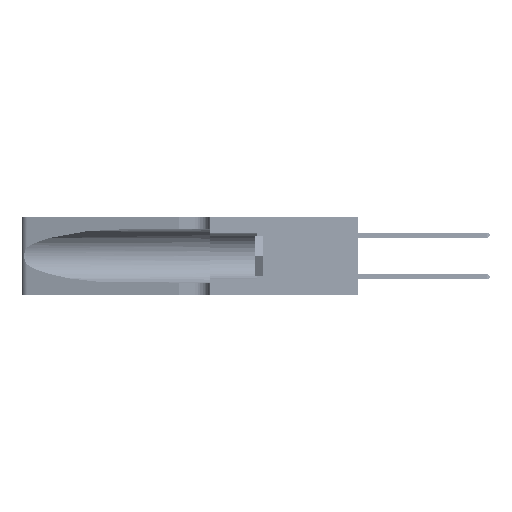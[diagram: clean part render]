
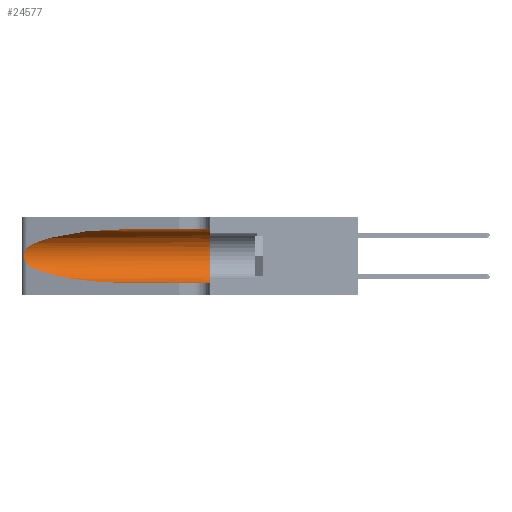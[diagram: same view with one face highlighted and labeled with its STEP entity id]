
A CAD part, left-side view. The second image highlights one B-rep face of the part: STEP entity #24577.
In plain terms, the highlighted cylindrical face has radius 3.308 mm (diameter 6.617 mm), a partial arc.
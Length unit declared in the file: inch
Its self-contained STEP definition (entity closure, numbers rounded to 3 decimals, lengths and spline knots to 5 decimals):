
#400 = VERTEX_POINT ( 'NONE', #20199 ) ;
#2020 = CARTESIAN_POINT ( 'NONE',  ( 0.1305, 0.72297, 0.31525 ) ) ;
#2123 =( BOUNDED_CURVE ( )  B_SPLINE_CURVE ( 3, ( #11640, #15616, #43024, #19602 ),
 .UNSPECIFIED., .F., .F. ) 
 B_SPLINE_CURVE_WITH_KNOTS ( ( 4, 4 ),
 ( 1.5708, 2.84003 ),
 .UNSPECIFIED. ) 
 CURVE ( )  GEOMETRIC_REPRESENTATION_ITEM ( )  RATIONAL_B_SPLINE_CURVE ( ( 1., 0.87, 0.87, 1. ) ) 
 REPRESENTATION_ITEM ( '' )  );
#2173 = CARTESIAN_POINT ( 'NONE',  ( 0.25487, 1.22718, 0.22369 ) ) ;
#2337 = CARTESIAN_POINT ( 'NONE',  ( 0.26075, 1.23896, 0.178 ) ) ;
#2403 = CIRCLE ( 'NONE', #37470, 0.13025 ) ;
#3940 = LINE ( 'NONE', #9325, #44574 ) ;
#5752 = CARTESIAN_POINT ( 'NONE',  ( 0.1305, 0.35, 0.31525 ) ) ;
#6306 = CARTESIAN_POINT ( 'NONE',  ( 0.25856, 1.23593, 0.16098 ) ) ;
#9325 = CARTESIAN_POINT ( 'NONE',  ( 0.1305, 1.61858, 0.31525 ) ) ;
#9525 = VERTEX_POINT ( 'NONE', #5752 ) ;
#10101 = ORIENTED_EDGE ( 'NONE', *, *, #22282, .T. ) ;
#10321 = CARTESIAN_POINT ( 'NONE',  ( 0.25639, 1.23186, 0.15144 ) ) ;
#11158 = VERTEX_POINT ( 'NONE', #47024 ) ;
#11356 =( BOUNDED_CURVE ( )  B_SPLINE_CURVE ( 3, ( #16827, #44220, #48138, #24733 ),
 .UNSPECIFIED., .F., .F. ) 
 B_SPLINE_CURVE_WITH_KNOTS ( ( 4, 4 ),
 ( 3.44316, 4.71239 ),
 .UNSPECIFIED. ) 
 CURVE ( )  GEOMETRIC_REPRESENTATION_ITEM ( )  RATIONAL_B_SPLINE_CURVE ( ( 1., 0.87, 0.87, 1. ) ) 
 REPRESENTATION_ITEM ( '' )  );
#11369 = FACE_OUTER_BOUND ( 'NONE', #17970, .T. ) ;
#11640 = CARTESIAN_POINT ( 'NONE',  ( 0.1305, 0.72297, 0.31525 ) ) ;
#11862 = ORIENTED_EDGE ( 'NONE', *, *, #50721, .T. ) ;
#12028 = ORIENTED_EDGE ( 'NONE', *, *, #20928, .T. ) ;
#12191 = CARTESIAN_POINT ( 'NONE',  ( 0.1305, 1.61858, 0.05475 ) ) ;
#13000 = EDGE_CURVE ( 'NONE', #9525, #30306, #2403, .T. ) ;
#14127 = AXIS2_PLACEMENT_3D ( 'NONE', #17142, #48446, #21096 ) ;
#14308 = CARTESIAN_POINT ( 'NONE',  ( 0.25487, 1.22718, 0.14631 ) ) ;
#14934 = ORIENTED_EDGE ( 'NONE', *, *, #40223, .T. ) ;
#15294 = ORIENTED_EDGE ( 'NONE', *, *, #13000, .F. ) ;
#15616 = CARTESIAN_POINT ( 'NONE',  ( 0.18966, 0.96281, 0.31525 ) ) ;
#16827 = CARTESIAN_POINT ( 'NONE',  ( 0.25487, 1.22718, 0.14631 ) ) ;
#17006 = ORIENTED_EDGE ( 'NONE', *, *, #44647, .F. ) ;
#17142 = CARTESIAN_POINT ( 'NONE',  ( 0.1305, 1.61858, 0.185 ) ) ;
#17970 = EDGE_LOOP ( 'NONE', ( #10101, #11862, #12028, #14934, #15294, #17006 ) ) ;
#18130 = CARTESIAN_POINT ( 'NONE',  ( 0.25639, 1.23184, 0.21858 ) ) ;
#19602 = CARTESIAN_POINT ( 'NONE',  ( 0.25487, 1.22718, 0.22369 ) ) ;
#20199 = CARTESIAN_POINT ( 'NONE',  ( 0.25487, 1.22718, 0.22369 ) ) ;
#20928 = EDGE_CURVE ( 'NONE', #11158, #47203, #11356, .T. ) ;
#21096 = DIRECTION ( 'NONE',  ( 0., 0., -1. ) ) ;
#21256 = DIRECTION ( 'NONE',  ( 0., -1., 0. ) ) ;
#22065 = CARTESIAN_POINT ( 'NONE',  ( 0.25854, 1.2359, 0.20912 ) ) ;
#22282 = EDGE_CURVE ( 'NONE', #39775, #400, #2123, .T. ) ;
#22510 = DIRECTION ( 'NONE',  ( 0., 1., 0. ) ) ;
#24577 = ADVANCED_FACE ( 'NONE', ( #11369 ), #28587, .F. ) ;
#24733 = CARTESIAN_POINT ( 'NONE',  ( 0.1305, 0.72297, 0.05475 ) ) ;
#26009 = CARTESIAN_POINT ( 'NONE',  ( 0.26075, 1.23896, 0.19203 ) ) ;
#28587 = CYLINDRICAL_SURFACE ( 'NONE', #14127, 0.13025 ) ;
#29923 = CARTESIAN_POINT ( 'NONE',  ( 0.26017, 1.23833, 0.17102 ) ) ;
#30276 = VECTOR ( 'NONE', #43577, 39.37008 ) ;
#30306 = VERTEX_POINT ( 'NONE', #41870 ) ;
#33857 = CARTESIAN_POINT ( 'NONE',  ( 0.25789, 1.23486, 0.15765 ) ) ;
#37470 = AXIS2_PLACEMENT_3D ( 'NONE', #45927, #22510, #49849 ) ;
#37600 = CARTESIAN_POINT ( 'NONE',  ( 0.25555, 1.22994, 0.2215 ) ) ;
#37763 = CARTESIAN_POINT ( 'NONE',  ( 0.25555, 1.22993, 0.14849 ) ) ;
#39775 = VERTEX_POINT ( 'NONE', #2020 ) ;
#40223 = EDGE_CURVE ( 'NONE', #47203, #30306, #41896, .T. ) ;
#41496 = CARTESIAN_POINT ( 'NONE',  ( 0.1305, 0.72297, 0.05475 ) ) ;
#41870 = CARTESIAN_POINT ( 'NONE',  ( 0.1305, 0.35, 0.05475 ) ) ;
#41896 = LINE ( 'NONE', #12191, #30276 ) ;
#43024 = CARTESIAN_POINT ( 'NONE',  ( 0.2373, 1.15595, 0.28018 ) ) ;
#43577 = DIRECTION ( 'NONE',  ( 0., -1., 0. ) ) ;
#44220 = CARTESIAN_POINT ( 'NONE',  ( 0.2373, 1.15595, 0.08982 ) ) ;
#44574 = VECTOR ( 'NONE', #21256, 39.37008 ) ;
#44647 = EDGE_CURVE ( 'NONE', #39775, #9525, #3940, .T. ) ;
#45499 = CARTESIAN_POINT ( 'NONE',  ( 0.25787, 1.23484, 0.2124 ) ) ;
#45927 = CARTESIAN_POINT ( 'NONE',  ( 0.1305, 0.35, 0.185 ) ) ;
#47024 = CARTESIAN_POINT ( 'NONE',  ( 0.25487, 1.22718, 0.14631 ) ) ;
#47203 = VERTEX_POINT ( 'NONE', #41496 ) ;
#48138 = CARTESIAN_POINT ( 'NONE',  ( 0.18966, 0.96281, 0.05475 ) ) ;
#48446 = DIRECTION ( 'NONE',  ( 0., -1., 0. ) ) ;
#49364 = B_SPLINE_CURVE_WITH_KNOTS ( 'NONE', 3,
 ( #2173, #37600, #18130, #45499, #22065, #49417, #26009, #2337, #29923, #6306, #33857, #10321, #37763, #14308 ),
 .UNSPECIFIED., .F., .F.,
 ( 4, 2, 2, 2, 2, 2, 4 ),
 ( 0., 0.00027, 0.00053, 0.00107, 0.0016, 0.00187, 0.00214 ),
 .UNSPECIFIED. ) ;
#49417 = CARTESIAN_POINT ( 'NONE',  ( 0.26018, 1.23835, 0.19895 ) ) ;
#49849 = DIRECTION ( 'NONE',  ( 0., 0., 1. ) ) ;
#50721 = EDGE_CURVE ( 'NONE', #400, #11158, #49364, .T. ) ;
